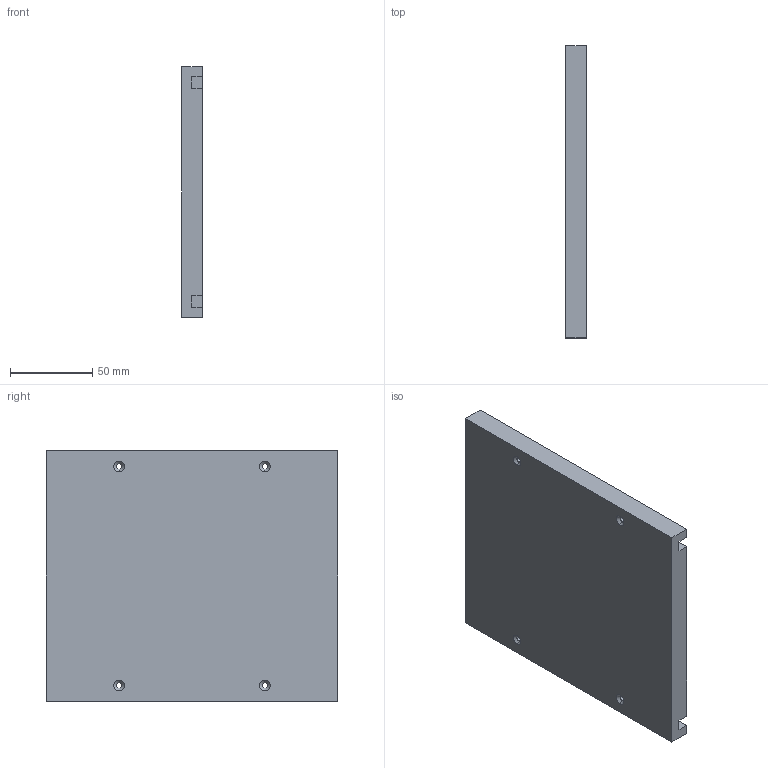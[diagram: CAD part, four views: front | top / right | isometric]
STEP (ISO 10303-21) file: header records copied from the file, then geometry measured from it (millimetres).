
FILE_DESCRIPTION (( 'STEP AP214' ), '1' );
FILE_NAME ('Box Left Side.STEP', '2017-11-20T05:42:27', ( '' ), ( '' ), 'SwSTEP 2.0', 'SolidWorks 2017', '' );
FILE_SCHEMA (( 'AUTOMOTIVE_DESIGN' ));
Length unit declared in the file: inch
Products named in the file (1): Box Left Side
Bounding box: 12.7 x 177.8 x 152.4 mm (x, y, z)
Volume: 317758.3 mm3; surface area: 70167.6 mm2
Topology: 1 solids, 1 shells, 38 faces, 100 edges, 64 vertices
Faces by surface type: plane 22, cone 8, cylinder 8
Entity records: 1220 total; most frequent: CARTESIAN_POINT 203, DIRECTION 202, ORIENTED_EDGE 200, EDGE_CURVE 100, VECTOR 76, LINE 76, VERTEX_POINT 64, AXIS2_PLACEMENT_3D 63
